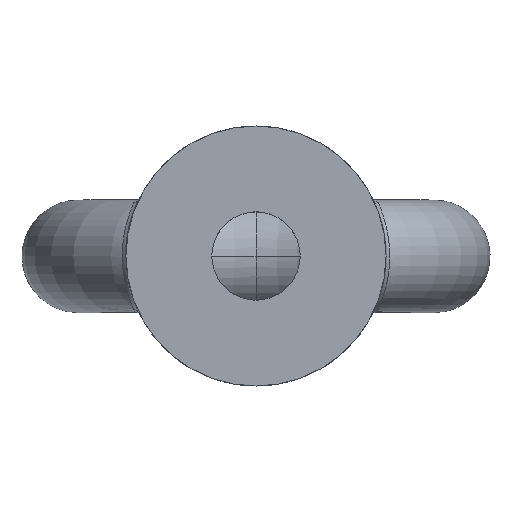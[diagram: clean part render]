
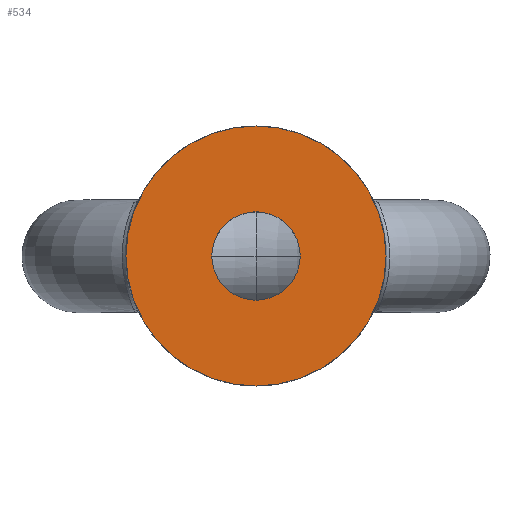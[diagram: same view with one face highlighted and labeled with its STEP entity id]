
A CAD part, top view. The second image highlights one B-rep face of the part: STEP entity #534.
In plain terms, the highlighted planar face has unit normal (0, 0, 1).
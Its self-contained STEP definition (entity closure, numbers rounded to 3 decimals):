
#29 = DIRECTION ( 'NONE',  ( 1., 0., 0. ) ) ;
#137 = AXIS2_PLACEMENT_3D ( 'NONE', #459, #1050, #1484 ) ;
#145 = CARTESIAN_POINT ( 'NONE',  ( 0., 0., 27. ) ) ;
#158 = VERTEX_POINT ( 'NONE', #170 ) ;
#160 = DIRECTION ( 'NONE',  ( 0., 0., 1. ) ) ;
#170 = CARTESIAN_POINT ( 'NONE',  ( 5.1, 0., 27. ) ) ;
#225 = VERTEX_POINT ( 'NONE', #614 ) ;
#293 = EDGE_CURVE ( 'NONE', #999, #158, #1540, .T. ) ;
#339 = DIRECTION ( 'NONE',  ( 1., 0., 0. ) ) ;
#453 = AXIS2_PLACEMENT_3D ( 'NONE', #1198, #160, #29 ) ;
#459 = CARTESIAN_POINT ( 'NONE',  ( 0., 0., 27. ) ) ;
#534 = ADVANCED_FACE ( 'NONE', ( #1375, #1779 ), #1799, .T. ) ;
#570 = DIRECTION ( 'NONE',  ( 0., 0., 1. ) ) ;
#614 = CARTESIAN_POINT ( 'NONE',  ( 15., 0., 27. ) ) ;
#663 = CARTESIAN_POINT ( 'NONE',  ( -15., 0., 27. ) ) ;
#672 = AXIS2_PLACEMENT_3D ( 'NONE', #145, #570, #1453 ) ;
#683 = EDGE_CURVE ( 'NONE', #158, #999, #1850, .T. ) ;
#725 = EDGE_LOOP ( 'NONE', ( #869, #872 ) ) ;
#869 = ORIENTED_EDGE ( 'NONE', *, *, #683, .F. ) ;
#872 = ORIENTED_EDGE ( 'NONE', *, *, #293, .F. ) ;
#950 = AXIS2_PLACEMENT_3D ( 'NONE', #1355, #1207, #339 ) ;
#999 = VERTEX_POINT ( 'NONE', #1840 ) ;
#1016 = ORIENTED_EDGE ( 'NONE', *, *, #1132, .T. ) ;
#1039 = CARTESIAN_POINT ( 'NONE',  ( 0., 0., 27. ) ) ;
#1050 = DIRECTION ( 'NONE',  ( 0., 0., 1. ) ) ;
#1095 = ORIENTED_EDGE ( 'NONE', *, *, #1240, .T. ) ;
#1132 = EDGE_CURVE ( 'NONE', #1429, #225, #1411, .T. ) ;
#1140 = DIRECTION ( 'NONE',  ( 0., 0., 1. ) ) ;
#1198 = CARTESIAN_POINT ( 'NONE',  ( 0., 0., 27. ) ) ;
#1207 = DIRECTION ( 'NONE',  ( 0., 0., 1. ) ) ;
#1240 = EDGE_CURVE ( 'NONE', #225, #1429, #1325, .T. ) ;
#1325 = CIRCLE ( 'NONE', #137, 15. ) ;
#1355 = CARTESIAN_POINT ( 'NONE',  ( 0., 0., 27. ) ) ;
#1375 = FACE_BOUND ( 'NONE', #725, .T. ) ;
#1411 = CIRCLE ( 'NONE', #453, 15. ) ;
#1429 = VERTEX_POINT ( 'NONE', #663 ) ;
#1453 = DIRECTION ( 'NONE',  ( 1., 0., 0. ) ) ;
#1484 = DIRECTION ( 'NONE',  ( 1., 0., 0. ) ) ;
#1489 = EDGE_LOOP ( 'NONE', ( #1095, #1016 ) ) ;
#1540 = CIRCLE ( 'NONE', #1849, 5.1 ) ;
#1580 = DIRECTION ( 'NONE',  ( 1., 0., 0. ) ) ;
#1779 = FACE_OUTER_BOUND ( 'NONE', #1489, .T. ) ;
#1799 = PLANE ( 'NONE',  #950 ) ;
#1840 = CARTESIAN_POINT ( 'NONE',  ( -5.1, 0., 27. ) ) ;
#1849 = AXIS2_PLACEMENT_3D ( 'NONE', #1039, #1140, #1580 ) ;
#1850 = CIRCLE ( 'NONE', #672, 5.1 ) ;
